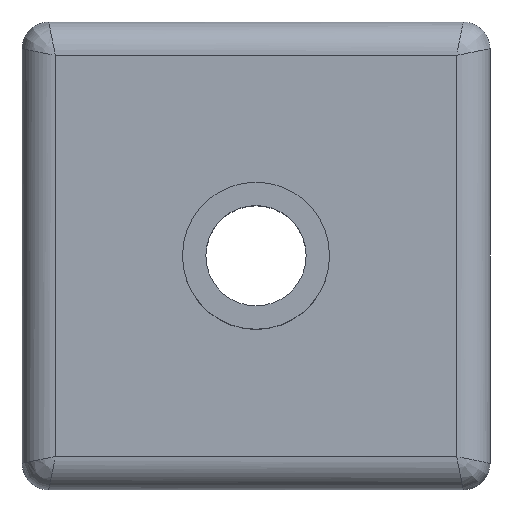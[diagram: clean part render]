
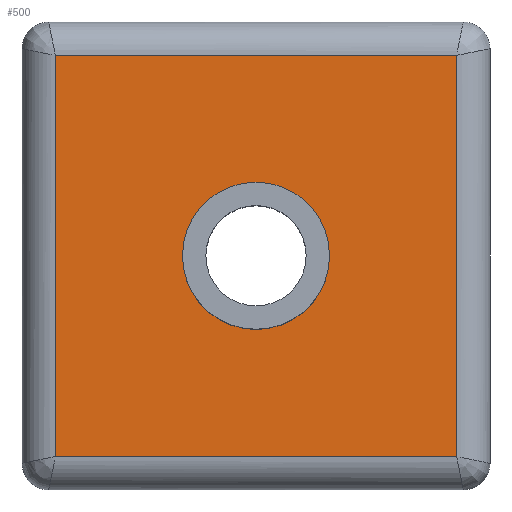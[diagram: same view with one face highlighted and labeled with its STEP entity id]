
A CAD part, top view. The second image highlights one B-rep face of the part: STEP entity #500.
In plain terms, the highlighted planar face has unit normal (0, 0, 1).
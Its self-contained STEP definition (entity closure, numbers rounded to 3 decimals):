
#29=FACE_BOUND('',#122,.T.);
#59=CIRCLE('',#561,11.);
#87=FACE_OUTER_BOUND('',#121,.T.);
#121=EDGE_LOOP('',(#402,#403,#404,#405));
#122=EDGE_LOOP('',(#406));
#165=LINE('',#839,#204);
#166=LINE('',#841,#205);
#167=LINE('',#843,#206);
#168=LINE('',#844,#207);
#204=VECTOR('',#686,10.);
#205=VECTOR('',#687,10.);
#206=VECTOR('',#688,10.);
#207=VECTOR('',#689,10.);
#244=VERTEX_POINT('',#832);
#245=VERTEX_POINT('',#837);
#246=VERTEX_POINT('',#838);
#247=VERTEX_POINT('',#840);
#248=VERTEX_POINT('',#842);
#302=EDGE_CURVE('',#244,#244,#59,.T.);
#303=EDGE_CURVE('',#245,#246,#165,.T.);
#304=EDGE_CURVE('',#247,#245,#166,.T.);
#305=EDGE_CURVE('',#248,#247,#167,.T.);
#306=EDGE_CURVE('',#246,#248,#168,.T.);
#402=ORIENTED_EDGE('',*,*,#303,.F.);
#403=ORIENTED_EDGE('',*,*,#304,.F.);
#404=ORIENTED_EDGE('',*,*,#305,.F.);
#405=ORIENTED_EDGE('',*,*,#306,.F.);
#406=ORIENTED_EDGE('',*,*,#302,.T.);
#478=PLANE('',#563);
#500=ADVANCED_FACE('',(#87,#29),#478,.T.);
#561=AXIS2_PLACEMENT_3D('',#834,#680,#681);
#563=AXIS2_PLACEMENT_3D('',#836,#684,#685);
#680=DIRECTION('center_axis',(0.,0.,-1.));
#681=DIRECTION('ref_axis',(-1.,0.,0.));
#684=DIRECTION('center_axis',(0.,0.,1.));
#685=DIRECTION('ref_axis',(1.,0.,0.));
#686=DIRECTION('',(0.,1.,0.));
#687=DIRECTION('',(-1.,0.,0.));
#688=DIRECTION('',(0.,-1.,0.));
#689=DIRECTION('',(1.,0.,0.));
#832=CARTESIAN_POINT('',(11.,0.,56.));
#834=CARTESIAN_POINT('Origin',(0.,0.,56.));
#836=CARTESIAN_POINT('Origin',(0.,0.,
56.));
#837=CARTESIAN_POINT('',(-30.,-30.,56.));
#838=CARTESIAN_POINT('',(-30.,30.,56.));
#839=CARTESIAN_POINT('',(-30.,15.5,56.));
#840=CARTESIAN_POINT('',(30.,-30.,56.));
#841=CARTESIAN_POINT('',(-15.5,-30.,56.));
#842=CARTESIAN_POINT('',(30.,30.,56.));
#843=CARTESIAN_POINT('',(30.,-15.5,56.));
#844=CARTESIAN_POINT('',(15.5,30.,56.));
